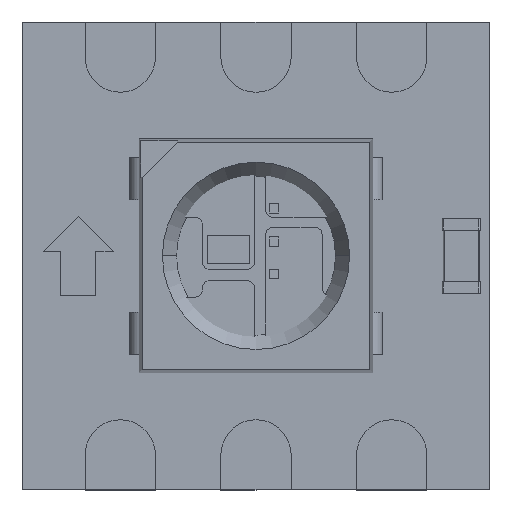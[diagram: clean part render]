
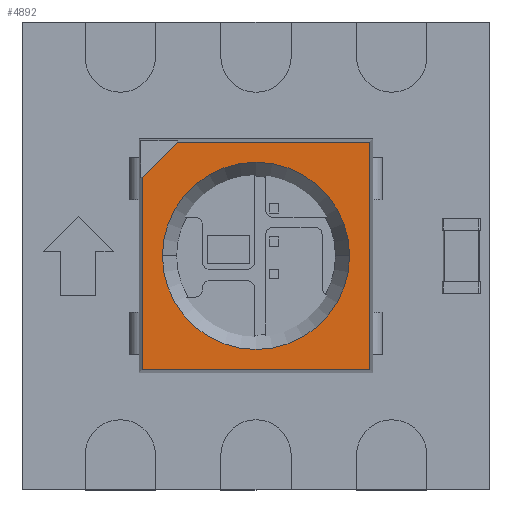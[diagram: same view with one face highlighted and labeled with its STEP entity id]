
A CAD part, top view. The second image highlights one B-rep face of the part: STEP entity #4892.
In plain terms, the highlighted planar face has unit normal (0, 0, 1).
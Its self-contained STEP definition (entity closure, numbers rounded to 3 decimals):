
#15 = CARTESIAN_POINT ( 'NONE',  ( 0., 0., 0.8 ) ) ;
#233 = EDGE_CURVE ( 'NONE', #8404, #696, #5750, .T. ) ;
#383 = CARTESIAN_POINT ( 'NONE',  ( -2.43, -2.5, 0.8 ) ) ;
#424 = DIRECTION ( 'NONE',  ( 1., 0., 0. ) ) ;
#696 = VERTEX_POINT ( 'NONE', #2587 ) ;
#751 = DIRECTION ( 'NONE',  ( 0., 0., -1. ) ) ;
#807 = ORIENTED_EDGE ( 'NONE', *, *, #8097, .T. ) ;
#1058 = CARTESIAN_POINT ( 'NONE',  ( 2.43, -2.5, 0.8 ) ) ;
#1226 = EDGE_CURVE ( 'NONE', #6683, #2972, #5920, .T. ) ;
#1511 = EDGE_CURVE ( 'NONE', #2972, #8404, #9077, .T. ) ;
#1769 = ORIENTED_EDGE ( 'NONE', *, *, #233, .T. ) ;
#1845 = CIRCLE ( 'NONE', #6954, 2. ) ;
#1908 = EDGE_CURVE ( 'NONE', #4322, #2001, #1845, .T. ) ;
#1976 = CARTESIAN_POINT ( 'NONE',  ( 2.5, -2.43, 0.8 ) ) ;
#2001 = VERTEX_POINT ( 'NONE', #2905 ) ;
#2133 = DIRECTION ( 'NONE',  ( 1., 0., 0. ) ) ;
#2577 = DIRECTION ( 'NONE',  ( 0., 1., 0. ) ) ;
#2587 = CARTESIAN_POINT ( 'NONE',  ( 2.43, 2.43, 0.8 ) ) ;
#2808 = DIRECTION ( 'NONE',  ( 0., 0., -1. ) ) ;
#2905 = CARTESIAN_POINT ( 'NONE',  ( -2., 0., 0.8 ) ) ;
#2972 = VERTEX_POINT ( 'NONE', #4170 ) ;
#2975 = CARTESIAN_POINT ( 'NONE',  ( 2.5, 2.43, 0.8 ) ) ;
#3001 = ORIENTED_EDGE ( 'NONE', *, *, #4714, .F. ) ;
#3152 = CARTESIAN_POINT ( 'NONE',  ( 2., 0., 0.8 ) ) ;
#3423 = VECTOR ( 'NONE', #6775, 1000. ) ;
#3514 = EDGE_LOOP ( 'NONE', ( #5790, #807 ) ) ;
#3621 = ORIENTED_EDGE ( 'NONE', *, *, #1511, .T. ) ;
#3849 = VECTOR ( 'NONE', #5760, 1000. ) ;
#3902 = AXIS2_PLACEMENT_3D ( 'NONE', #15, #4653, #9215 ) ;
#4004 = CARTESIAN_POINT ( 'NONE',  ( 2.43, -2.43, 0.8 ) ) ;
#4170 = CARTESIAN_POINT ( 'NONE',  ( -2.43, -2.43, 0.8 ) ) ;
#4322 = VERTEX_POINT ( 'NONE', #3152 ) ;
#4557 = FACE_BOUND ( 'NONE', #3514, .T. ) ;
#4613 = CARTESIAN_POINT ( 'NONE',  ( -2.43, 1.68, 0.8 ) ) ;
#4653 = DIRECTION ( 'NONE',  ( 0., 0., 1. ) ) ;
#4714 = EDGE_CURVE ( 'NONE', #6683, #5716, #5407, .T. ) ;
#4892 = ADVANCED_FACE ( 'NONE', ( #6609, #4557 ), #6838, .T. ) ;
#5407 = LINE ( 'NONE', #9604, #3849 ) ;
#5562 = CARTESIAN_POINT ( 'NONE',  ( -1.68, 2.43, 0.8 ) ) ;
#5716 = VERTEX_POINT ( 'NONE', #5562 ) ;
#5750 = LINE ( 'NONE', #1058, #6479 ) ;
#5760 = DIRECTION ( 'NONE',  ( 0.707, 0.707, 0. ) ) ;
#5790 = ORIENTED_EDGE ( 'NONE', *, *, #1908, .T. ) ;
#5791 = ORIENTED_EDGE ( 'NONE', *, *, #8067, .T. ) ;
#5795 = LINE ( 'NONE', #2975, #3423 ) ;
#5920 = LINE ( 'NONE', #383, #9670 ) ;
#6025 = CARTESIAN_POINT ( 'NONE',  ( 0., 0., 0.8 ) ) ;
#6298 = ORIENTED_EDGE ( 'NONE', *, *, #1226, .T. ) ;
#6478 = DIRECTION ( 'NONE',  ( 0., -1., 0. ) ) ;
#6479 = VECTOR ( 'NONE', #2577, 1000. ) ;
#6609 = FACE_OUTER_BOUND ( 'NONE', #7546, .T. ) ;
#6683 = VERTEX_POINT ( 'NONE', #4613 ) ;
#6775 = DIRECTION ( 'NONE',  ( -1., 0., 0. ) ) ;
#6838 = PLANE ( 'NONE',  #3902 ) ;
#6954 = AXIS2_PLACEMENT_3D ( 'NONE', #7379, #2808, #7440 ) ;
#7218 = AXIS2_PLACEMENT_3D ( 'NONE', #6025, #751, #2133 ) ;
#7379 = CARTESIAN_POINT ( 'NONE',  ( 0., 0., 0.8 ) ) ;
#7440 = DIRECTION ( 'NONE',  ( 1., 0., 0. ) ) ;
#7546 = EDGE_LOOP ( 'NONE', ( #3001, #6298, #3621, #1769, #5791 ) ) ;
#8067 = EDGE_CURVE ( 'NONE', #696, #5716, #5795, .T. ) ;
#8093 = VECTOR ( 'NONE', #424, 1000. ) ;
#8097 = EDGE_CURVE ( 'NONE', #2001, #4322, #8579, .T. ) ;
#8404 = VERTEX_POINT ( 'NONE', #4004 ) ;
#8579 = CIRCLE ( 'NONE', #7218, 2. ) ;
#9077 = LINE ( 'NONE', #1976, #8093 ) ;
#9215 = DIRECTION ( 'NONE',  ( 1., 0., 0. ) ) ;
#9604 = CARTESIAN_POINT ( 'NONE',  ( -1.68, 2.43, 0.8 ) ) ;
#9670 = VECTOR ( 'NONE', #6478, 1000. ) ;
